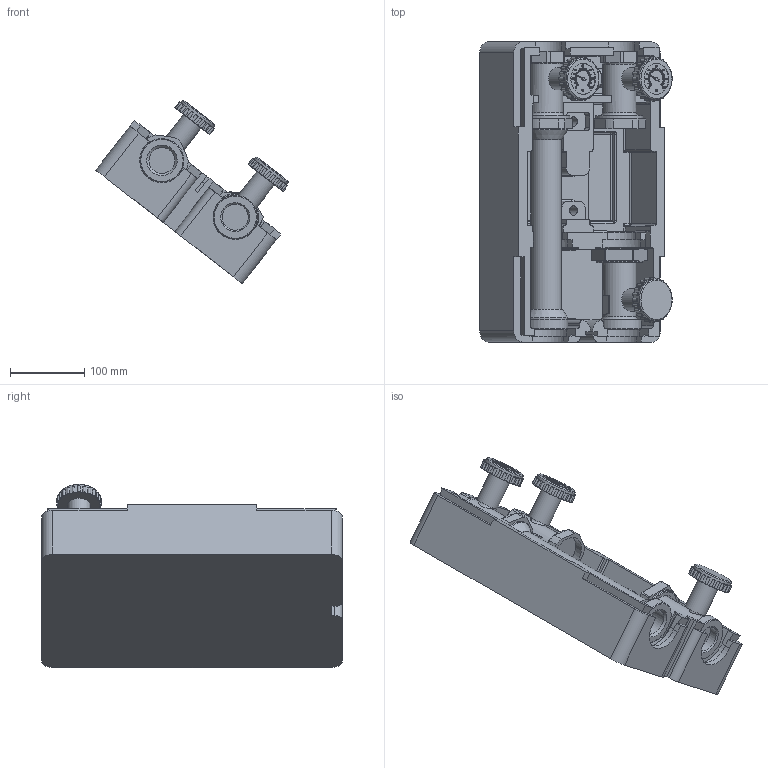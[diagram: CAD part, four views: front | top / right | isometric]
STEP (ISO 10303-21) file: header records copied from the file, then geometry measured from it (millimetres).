
FILE_DESCRIPTION(/* description */ (''),/* implementation_level */ '2;1');
FILE_NAME(/* name */ 'SA125-DN32_bez pokrywy.stp',/* time_stamp */ '2015-11-29T19:50:15+01:00',/* author */ ('ARTUR'),/* organization */ (''),/* preprocessor_version */ 'ST-DEVELOPER v15.6',/* originating_system */ 'Autodesk Inventor 2015',/* authorisation */ '');
FILE_SCHEMA (('CONFIG_CONTROL_DESIGN'));
Products named in the file (1): SA125-DN32_bez pokrywy
Bounding box: 259.47 x 405 x 247.25 mm (x, y, z)
Volume: 5033699.1 mm3; surface area: 608165.9 mm2
Topology: 2 solids, 2 shells, 2111 faces, 5891 edges, 3824 vertices
Faces by surface type: plane 1436, cylinder 575, sphere 38, torus 36, bspline 14, cone 12
Full cylindrical faces by diameter (mm): 13 x2, 15 x1, 25 x2, 30 x3, 35 x2, 41 x3, 42 x2, 45 x3, 50 x2, 56 x3, 58 x2, 59 x4, 62 x1, 64 x2
Entity records: 68574 total; most frequent: CARTESIAN_POINT 12779, ORIENTED_EDGE 11568, DIRECTION 11332, EDGE_CURVE 5783, LINE 4352, VECTOR 4352, VERTEX_POINT 3811, AXIS2_PLACEMENT_3D 3490
